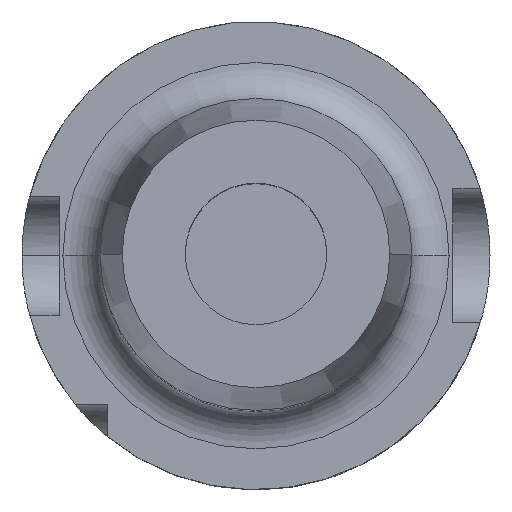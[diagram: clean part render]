
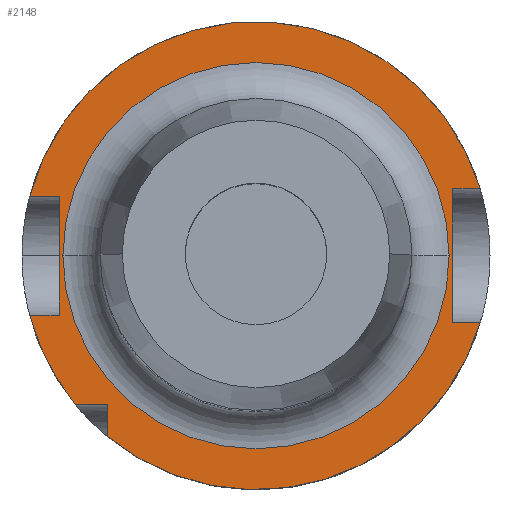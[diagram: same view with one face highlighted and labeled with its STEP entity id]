
A CAD part, top view. The second image highlights one B-rep face of the part: STEP entity #2148.
In plain terms, the highlighted planar face has unit normal (0, 0, 1).
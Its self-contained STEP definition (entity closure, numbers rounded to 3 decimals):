
#15 = CARTESIAN_POINT ( 'NONE',  ( 30.187, -9., 26. ) ) ;
#16 = VECTOR ( 'NONE', #2528, 1000. ) ;
#23 = VECTOR ( 'NONE', #2751, 1000. ) ;
#30 = DIRECTION ( 'NONE',  ( 0., 0., -1. ) ) ;
#127 = CARTESIAN_POINT ( 'NONE',  ( 0., 0., 26. ) ) ;
#141 = ORIENTED_EDGE ( 'NONE', *, *, #2979, .T. ) ;
#147 = CARTESIAN_POINT ( 'NONE',  ( 0., 21., 26. ) ) ;
#165 = VERTEX_POINT ( 'NONE', #15 ) ;
#201 = CARTESIAN_POINT ( 'NONE',  ( -30.467, -8., 26. ) ) ;
#210 = CARTESIAN_POINT ( 'NONE',  ( -20., -24.336, 26. ) ) ;
#267 = CARTESIAN_POINT ( 'NONE',  ( 0., 0., 26. ) ) ;
#285 = EDGE_CURVE ( 'NONE', #1903, #367, #3225, .T. ) ;
#313 = CARTESIAN_POINT ( 'NONE',  ( 0., 9., 26. ) ) ;
#364 = EDGE_CURVE ( 'NONE', #367, #2883, #870, .T. ) ;
#367 = VERTEX_POINT ( 'NONE', #201 ) ;
#415 = DIRECTION ( 'NONE',  ( 0., 0., -1. ) ) ;
#430 = AXIS2_PLACEMENT_3D ( 'NONE', #127, #415, #2801 ) ;
#469 = VERTEX_POINT ( 'NONE', #1719 ) ;
#516 = AXIS2_PLACEMENT_3D ( 'NONE', #1745, #30, #2021 ) ;
#534 = DIRECTION ( 'NONE',  ( 0., 0., -1. ) ) ;
#591 = EDGE_LOOP ( 'NONE', ( #2048, #1621 ) ) ;
#621 = DIRECTION ( 'NONE',  ( 0., 1., 0. ) ) ;
#653 = FACE_BOUND ( 'NONE', #591, .T. ) ;
#654 = CARTESIAN_POINT ( 'NONE',  ( -26.5, 8., 26. ) ) ;
#691 = EDGE_CURVE ( 'NONE', #756, #2086, #1594, .T. ) ;
#702 = VECTOR ( 'NONE', #2014, 1000. ) ;
#707 = EDGE_CURVE ( 'NONE', #165, #3156, #909, .T. ) ;
#756 = VERTEX_POINT ( 'NONE', #1936 ) ;
#795 = CARTESIAN_POINT ( 'NONE',  ( 0., -20., 26. ) ) ;
#826 = LINE ( 'NONE', #2932, #2243 ) ;
#845 = ORIENTED_EDGE ( 'NONE', *, *, #1786, .T. ) ;
#870 = LINE ( 'NONE', #2742, #23 ) ;
#909 = LINE ( 'NONE', #1652, #2236 ) ;
#930 = EDGE_CURVE ( 'NONE', #3004, #1903, #1555, .T. ) ;
#978 = EDGE_CURVE ( 'NONE', #3286, #469, #2945, .T. ) ;
#1005 = PLANE ( 'NONE',  #1597 ) ;
#1012 = EDGE_CURVE ( 'NONE', #2883, #1979, #2019, .T. ) ;
#1019 = DIRECTION ( 'NONE',  ( 0., 0., -1. ) ) ;
#1046 = DIRECTION ( 'NONE',  ( 0., 0., -1. ) ) ;
#1055 = VERTEX_POINT ( 'NONE', #3071 ) ;
#1081 = ORIENTED_EDGE ( 'NONE', *, *, #2027, .F. ) ;
#1087 = DIRECTION ( 'NONE',  ( 0., 1., 0. ) ) ;
#1261 = DIRECTION ( 'NONE',  ( -1., 0., 0. ) ) ;
#1275 = ORIENTED_EDGE ( 'NONE', *, *, #707, .T. ) ;
#1307 = DIRECTION ( 'NONE',  ( 1., 0., 0. ) ) ;
#1325 = AXIS2_PLACEMENT_3D ( 'NONE', #267, #534, #1388 ) ;
#1336 = VECTOR ( 'NONE', #621, 1000. ) ;
#1388 = DIRECTION ( 'NONE',  ( -1., 0., 0. ) ) ;
#1415 = AXIS2_PLACEMENT_3D ( 'NONE', #2707, #1019, #2983 ) ;
#1450 = ORIENTED_EDGE ( 'NONE', *, *, #364, .F. ) ;
#1555 = LINE ( 'NONE', #795, #16 ) ;
#1594 = CIRCLE ( 'NONE', #430, 26. ) ;
#1597 = AXIS2_PLACEMENT_3D ( 'NONE', #147, #2975, #1307 ) ;
#1621 = ORIENTED_EDGE ( 'NONE', *, *, #1776, .T. ) ;
#1652 = CARTESIAN_POINT ( 'NONE',  ( 0., -9., 26. ) ) ;
#1700 = ORIENTED_EDGE ( 'NONE', *, *, #978, .F. ) ;
#1710 = AXIS2_PLACEMENT_3D ( 'NONE', #3497, #1046, #1725 ) ;
#1719 = CARTESIAN_POINT ( 'NONE',  ( 30.187, 9., 26. ) ) ;
#1725 = DIRECTION ( 'NONE',  ( -1., 0., 0. ) ) ;
#1744 = ORIENTED_EDGE ( 'NONE', *, *, #930, .F. ) ;
#1745 = CARTESIAN_POINT ( 'NONE',  ( 0., 0., 26. ) ) ;
#1776 = EDGE_CURVE ( 'NONE', #2086, #756, #2958, .T. ) ;
#1783 = CARTESIAN_POINT ( 'NONE',  ( -24.336, -20., 26. ) ) ;
#1786 = EDGE_CURVE ( 'NONE', #1055, #469, #2207, .T. ) ;
#1903 = VERTEX_POINT ( 'NONE', #1783 ) ;
#1936 = CARTESIAN_POINT ( 'NONE',  ( 26., 0., 26. ) ) ;
#1979 = VERTEX_POINT ( 'NONE', #654 ) ;
#2014 = DIRECTION ( 'NONE',  ( 1., 0., 0. ) ) ;
#2019 = LINE ( 'NONE', #2822, #3525 ) ;
#2021 = DIRECTION ( 'NONE',  ( 1., 0., 0. ) ) ;
#2024 = LINE ( 'NONE', #2479, #3437 ) ;
#2027 = EDGE_CURVE ( 'NONE', #1979, #3286, #826, .T. ) ;
#2048 = ORIENTED_EDGE ( 'NONE', *, *, #691, .T. ) ;
#2086 = VERTEX_POINT ( 'NONE', #3242 ) ;
#2124 = CARTESIAN_POINT ( 'NONE',  ( -30.467, 8., 26. ) ) ;
#2141 = CARTESIAN_POINT ( 'NONE',  ( -26.5, -8., 26. ) ) ;
#2148 = ADVANCED_FACE ( 'NONE', ( #653, #2909 ), #1005, .T. ) ;
#2181 = EDGE_CURVE ( 'NONE', #165, #2223, #2816, .T. ) ;
#2207 = LINE ( 'NONE', #313, #702 ) ;
#2223 = VERTEX_POINT ( 'NONE', #210 ) ;
#2236 = VECTOR ( 'NONE', #2483, 1000. ) ;
#2243 = VECTOR ( 'NONE', #1261, 1000. ) ;
#2441 = EDGE_LOOP ( 'NONE', ( #1744, #2713, #2527, #1275, #141, #845, #1700, #1081, #2570, #1450, #3244 ) ) ;
#2479 = CARTESIAN_POINT ( 'NONE',  ( -20., 21., 26. ) ) ;
#2483 = DIRECTION ( 'NONE',  ( -1., 0., 0. ) ) ;
#2514 = DIRECTION ( 'NONE',  ( 0., 1., 0. ) ) ;
#2527 = ORIENTED_EDGE ( 'NONE', *, *, #2181, .F. ) ;
#2528 = DIRECTION ( 'NONE',  ( -1., 0., 0. ) ) ;
#2570 = ORIENTED_EDGE ( 'NONE', *, *, #1012, .F. ) ;
#2600 = CARTESIAN_POINT ( 'NONE',  ( 26.5, 21., 26. ) ) ;
#2707 = CARTESIAN_POINT ( 'NONE',  ( 0., 0., 26. ) ) ;
#2713 = ORIENTED_EDGE ( 'NONE', *, *, #3400, .F. ) ;
#2742 = CARTESIAN_POINT ( 'NONE',  ( 0., -8., 26. ) ) ;
#2751 = DIRECTION ( 'NONE',  ( 1., 0., 0. ) ) ;
#2801 = DIRECTION ( 'NONE',  ( 1., 0., 0. ) ) ;
#2816 = CIRCLE ( 'NONE', #1415, 31.5 ) ;
#2822 = CARTESIAN_POINT ( 'NONE',  ( -26.5, 21., 26. ) ) ;
#2883 = VERTEX_POINT ( 'NONE', #2141 ) ;
#2909 = FACE_OUTER_BOUND ( 'NONE', #2441, .T. ) ;
#2932 = CARTESIAN_POINT ( 'NONE',  ( 0., 8., 26. ) ) ;
#2945 = CIRCLE ( 'NONE', #1325, 31.5 ) ;
#2958 = CIRCLE ( 'NONE', #516, 26. ) ;
#2975 = DIRECTION ( 'NONE',  ( 0., 0., 1. ) ) ;
#2979 = EDGE_CURVE ( 'NONE', #3156, #1055, #3655, .T. ) ;
#2983 = DIRECTION ( 'NONE',  ( -1., 0., 0. ) ) ;
#3004 = VERTEX_POINT ( 'NONE', #3467 ) ;
#3071 = CARTESIAN_POINT ( 'NONE',  ( 26.5, 9., 26. ) ) ;
#3156 = VERTEX_POINT ( 'NONE', #3540 ) ;
#3225 = CIRCLE ( 'NONE', #1710, 31.5 ) ;
#3242 = CARTESIAN_POINT ( 'NONE',  ( -26., 0., 26. ) ) ;
#3244 = ORIENTED_EDGE ( 'NONE', *, *, #285, .F. ) ;
#3286 = VERTEX_POINT ( 'NONE', #2124 ) ;
#3400 = EDGE_CURVE ( 'NONE', #2223, #3004, #2024, .T. ) ;
#3437 = VECTOR ( 'NONE', #1087, 1000. ) ;
#3467 = CARTESIAN_POINT ( 'NONE',  ( -20., -20., 26. ) ) ;
#3497 = CARTESIAN_POINT ( 'NONE',  ( 0., 0., 26. ) ) ;
#3525 = VECTOR ( 'NONE', #2514, 1000. ) ;
#3540 = CARTESIAN_POINT ( 'NONE',  ( 26.5, -9., 26. ) ) ;
#3655 = LINE ( 'NONE', #2600, #1336 ) ;
